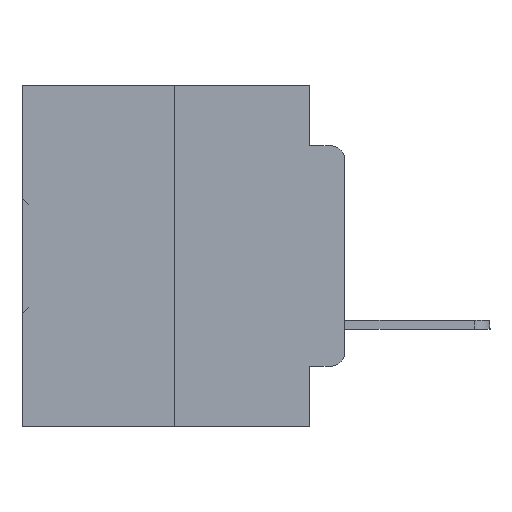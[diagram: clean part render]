
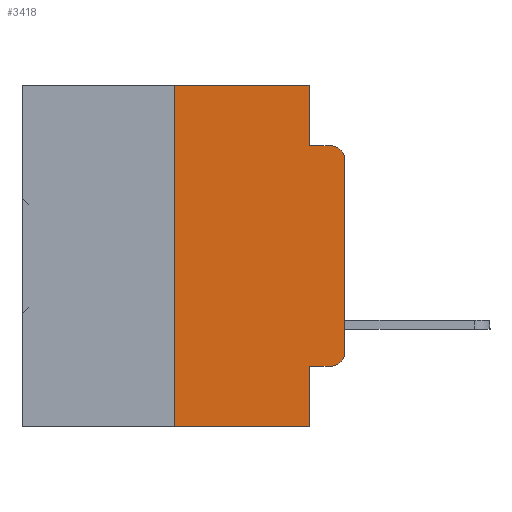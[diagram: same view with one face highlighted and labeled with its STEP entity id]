
A CAD part, left-side view. The second image highlights one B-rep face of the part: STEP entity #3418.
In plain terms, the highlighted planar face has unit normal (-1, 0, 0).
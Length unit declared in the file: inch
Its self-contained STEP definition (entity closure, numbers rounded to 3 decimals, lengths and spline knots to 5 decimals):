
#430 = VECTOR ( 'NONE', #15815, 39.37008 ) ;
#695 = EDGE_CURVE ( 'NONE', #7107, #24270, #16773, .T. ) ;
#1915 = VECTOR ( 'NONE', #35634, 39.37008 ) ;
#1925 = LINE ( 'NONE', #35252, #31652 ) ;
#2178 = DIRECTION ( 'NONE',  ( 0., -1., 0. ) ) ;
#3102 = ORIENTED_EDGE ( 'NONE', *, *, #35684, .T. ) ;
#3135 = CIRCLE ( 'NONE', #29322, 0.02 ) ;
#3395 = CARTESIAN_POINT ( 'NONE',  ( 0., 0.02, -0.3915 ) ) ;
#3418 = ADVANCED_FACE ( 'NONE', ( #17748 ), #7159, .F. ) ;
#4112 = CARTESIAN_POINT ( 'NONE',  ( 0., 0.051, -0.5 ) ) ;
#4705 = LINE ( 'NONE', #29830, #430 ) ;
#5041 = ORIENTED_EDGE ( 'NONE', *, *, #22009, .T. ) ;
#5454 = ORIENTED_EDGE ( 'NONE', *, *, #26439, .F. ) ;
#5662 = VERTEX_POINT ( 'NONE', #23915 ) ;
#6035 = ORIENTED_EDGE ( 'NONE', *, *, #695, .T. ) ;
#6517 = CARTESIAN_POINT ( 'NONE',  ( 0., 0.02, -0.1085 ) ) ;
#6674 = DIRECTION ( 'NONE',  ( 0., 0., 1. ) ) ;
#6926 = LINE ( 'NONE', #15120, #22304 ) ;
#7054 = DIRECTION ( 'NONE',  ( -1., 0., 0. ) ) ;
#7107 = VERTEX_POINT ( 'NONE', #33781 ) ;
#7159 = PLANE ( 'NONE',  #9261 ) ;
#8310 = DIRECTION ( 'NONE',  ( 0., 0., -1. ) ) ;
#8781 = VERTEX_POINT ( 'NONE', #25772 ) ;
#8851 = VERTEX_POINT ( 'NONE', #33946 ) ;
#9261 = AXIS2_PLACEMENT_3D ( 'NONE', #20842, #34473, #9908 ) ;
#9908 = DIRECTION ( 'NONE',  ( 0., 0., -1. ) ) ;
#10029 = EDGE_CURVE ( 'NONE', #15165, #19111, #4705, .T. ) ;
#10414 = CARTESIAN_POINT ( 'NONE',  ( 0., 0.051, -0.4115 ) ) ;
#10605 = CARTESIAN_POINT ( 'NONE',  ( 0., 0.25, 0. ) ) ;
#10897 = VERTEX_POINT ( 'NONE', #28731 ) ;
#11089 = LINE ( 'NONE', #13449, #20549 ) ;
#11220 = AXIS2_PLACEMENT_3D ( 'NONE', #3395, #30889, #8310 ) ;
#12292 = EDGE_CURVE ( 'NONE', #8851, #5662, #6926, .T. ) ;
#12794 = ORIENTED_EDGE ( 'NONE', *, *, #23968, .T. ) ;
#13449 = CARTESIAN_POINT ( 'NONE',  ( 0., 0.051, -0.4115 ) ) ;
#13584 = CARTESIAN_POINT ( 'NONE',  ( 0., 0.051, 0. ) ) ;
#15120 = CARTESIAN_POINT ( 'NONE',  ( 0., 0.051, 0. ) ) ;
#15165 = VERTEX_POINT ( 'NONE', #35915 ) ;
#15349 = CARTESIAN_POINT ( 'NONE',  ( 0., 0., -0.1085 ) ) ;
#15435 = DIRECTION ( 'NONE',  ( 0., 0., -1. ) ) ;
#15815 = DIRECTION ( 'NONE',  ( 0., -1., 0. ) ) ;
#15961 = VECTOR ( 'NONE', #35991, 39.37008 ) ;
#16773 = LINE ( 'NONE', #27883, #22896 ) ;
#17649 = CARTESIAN_POINT ( 'NONE',  ( 0., 0.473, 0. ) ) ;
#17748 = FACE_OUTER_BOUND ( 'NONE', #19325, .T. ) ;
#19111 = VERTEX_POINT ( 'NONE', #4112 ) ;
#19325 = EDGE_LOOP ( 'NONE', ( #6035, #3102, #22867, #23015, #5454, #29081, #31975, #19708, #5041, #12794 ) ) ;
#19438 = LINE ( 'NONE', #25090, #1915 ) ;
#19708 = ORIENTED_EDGE ( 'NONE', *, *, #22367, .F. ) ;
#20192 = VECTOR ( 'NONE', #28753, 39.37008 ) ;
#20221 = VERTEX_POINT ( 'NONE', #10414 ) ;
#20549 = VECTOR ( 'NONE', #2178, 39.37008 ) ;
#20842 = CARTESIAN_POINT ( 'NONE',  ( 0., 0.473, 0. ) ) ;
#22009 = EDGE_CURVE ( 'NONE', #20221, #10897, #11089, .T. ) ;
#22304 = VECTOR ( 'NONE', #26776, 39.37008 ) ;
#22367 = EDGE_CURVE ( 'NONE', #20221, #19111, #33237, .T. ) ;
#22867 = ORIENTED_EDGE ( 'NONE', *, *, #30693, .F. ) ;
#22896 = VECTOR ( 'NONE', #35475, 39.37008 ) ;
#23015 = ORIENTED_EDGE ( 'NONE', *, *, #12292, .F. ) ;
#23915 = CARTESIAN_POINT ( 'NONE',  ( 0., 0.051, -0.0885 ) ) ;
#23968 = EDGE_CURVE ( 'NONE', #10897, #7107, #26921, .T. ) ;
#24270 = VERTEX_POINT ( 'NONE', #15349 ) ;
#25090 = CARTESIAN_POINT ( 'NONE',  ( 0., 0.051, -0.0885 ) ) ;
#25772 = CARTESIAN_POINT ( 'NONE',  ( 0., 0.02, -0.0885 ) ) ;
#26439 = EDGE_CURVE ( 'NONE', #28539, #8851, #29123, .T. ) ;
#26776 = DIRECTION ( 'NONE',  ( 0., 0., -1. ) ) ;
#26921 = CIRCLE ( 'NONE', #11220, 0.02 ) ;
#27883 = CARTESIAN_POINT ( 'NONE',  ( 0., 0., 0. ) ) ;
#28539 = VERTEX_POINT ( 'NONE', #10605 ) ;
#28731 = CARTESIAN_POINT ( 'NONE',  ( 0., 0.02, -0.4115 ) ) ;
#28753 = DIRECTION ( 'NONE',  ( 0., -1., 0. ) ) ;
#29081 = ORIENTED_EDGE ( 'NONE', *, *, #31908, .F. ) ;
#29123 = LINE ( 'NONE', #17649, #20192 ) ;
#29322 = AXIS2_PLACEMENT_3D ( 'NONE', #6517, #7054, #15435 ) ;
#29830 = CARTESIAN_POINT ( 'NONE',  ( 0., 0.473, -0.5 ) ) ;
#30693 = EDGE_CURVE ( 'NONE', #5662, #8781, #19438, .T. ) ;
#30889 = DIRECTION ( 'NONE',  ( -1., 0., 0. ) ) ;
#31652 = VECTOR ( 'NONE', #6674, 39.37008 ) ;
#31908 = EDGE_CURVE ( 'NONE', #15165, #28539, #1925, .T. ) ;
#31975 = ORIENTED_EDGE ( 'NONE', *, *, #10029, .T. ) ;
#33237 = LINE ( 'NONE', #13584, #15961 ) ;
#33781 = CARTESIAN_POINT ( 'NONE',  ( 0., 0., -0.3915 ) ) ;
#33946 = CARTESIAN_POINT ( 'NONE',  ( 0., 0.051, 0. ) ) ;
#34473 = DIRECTION ( 'NONE',  ( 1., 0., 0. ) ) ;
#35252 = CARTESIAN_POINT ( 'NONE',  ( 0., 0.25, 0. ) ) ;
#35475 = DIRECTION ( 'NONE',  ( 0., 0., 1. ) ) ;
#35634 = DIRECTION ( 'NONE',  ( 0., -1., 0. ) ) ;
#35684 = EDGE_CURVE ( 'NONE', #24270, #8781, #3135, .T. ) ;
#35915 = CARTESIAN_POINT ( 'NONE',  ( 0., 0.25, -0.5 ) ) ;
#35991 = DIRECTION ( 'NONE',  ( 0., 0., -1. ) ) ;
